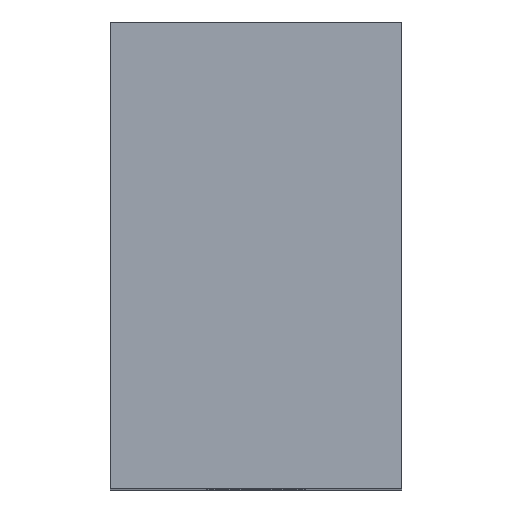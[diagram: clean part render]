
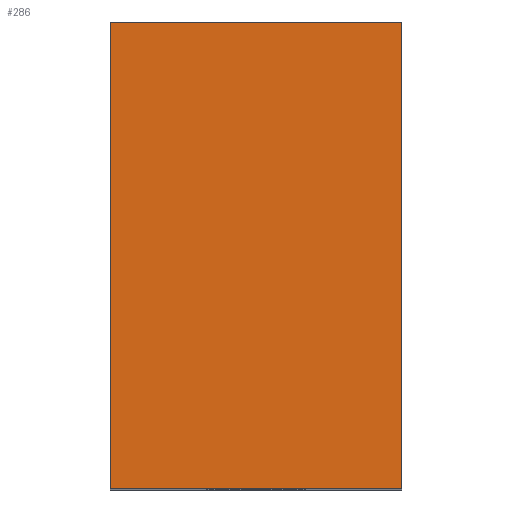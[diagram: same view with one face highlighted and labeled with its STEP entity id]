
A CAD part, top view. The second image highlights one B-rep face of the part: STEP entity #286.
In plain terms, the highlighted planar face has unit normal (0, 0, 1).
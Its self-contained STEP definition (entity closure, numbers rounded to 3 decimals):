
#55 = VERTEX_POINT ( 'NONE', #1857 ) ;
#56 = VERTEX_POINT ( 'NONE', #1858 ) ;
#57 = VERTEX_POINT ( 'NONE', #1859 ) ;
#58 = VERTEX_POINT ( 'NONE', #1860 ) ;
#286 = ADVANCED_FACE ( 'NONE', ( #1214 ), #2342, .T. ) ;
#1214 = FACE_OUTER_BOUND ( 'NONE', #4526, .T. ) ;
#1857 = CARTESIAN_POINT ( 'NONE',  ( -12.5, -20., 78. ) ) ;
#1858 = CARTESIAN_POINT ( 'NONE',  ( -12.5, 20., 78. ) ) ;
#1859 = CARTESIAN_POINT ( 'NONE',  ( 12.5, -20., 78. ) ) ;
#1860 = CARTESIAN_POINT ( 'NONE',  ( 12.5, 20., 78. ) ) ;
#2342 = PLANE ( 'NONE',  #5498 ) ;
#2345 = CARTESIAN_POINT ( 'NONE',  ( 0., 0., 78. ) ) ;
#2351 = DIRECTION ( 'NONE',  ( 0., 0., 1. ) ) ;
#2352 = DIRECTION ( 'NONE',  ( 1., 0., 0. ) ) ;
#3587 = CARTESIAN_POINT ( 'NONE',  ( -12.5, 20., 78. ) ) ;
#3588 = CARTESIAN_POINT ( 'NONE',  ( -12.5, 0., 78. ) ) ;
#3589 = DIRECTION ( 'NONE',  ( 0., -1., 0. ) ) ;
#3595 = CARTESIAN_POINT ( 'NONE',  ( 12.5, 20., 78. ) ) ;
#3596 = DIRECTION ( 'NONE',  ( 1., 0., 0. ) ) ;
#3597 = DIRECTION ( 'NONE',  ( 0., -1., 0. ) ) ;
#3599 = CARTESIAN_POINT ( 'NONE',  ( 12.5, -20., 78. ) ) ;
#3600 = DIRECTION ( 'NONE',  ( -1., 0., 0. ) ) ;
#4178 = LINE ( 'NONE', #3588, #4179 ) ;
#4179 = VECTOR ( 'NONE', #3589, 1000. ) ;
#4180 = LINE ( 'NONE', #3595, #4185 ) ;
#4181 = LINE ( 'NONE', #3587, #4183 ) ;
#4183 = VECTOR ( 'NONE', #3596, 1000. ) ;
#4185 = VECTOR ( 'NONE', #3597, 1000. ) ;
#4186 = LINE ( 'NONE', #3599, #4187 ) ;
#4187 = VECTOR ( 'NONE', #3600, 1000. ) ;
#4526 = EDGE_LOOP ( 'NONE', ( #4768, #4769, #4770, #4771 ) ) ;
#4768 = ORIENTED_EDGE ( 'NONE', *, *, #5254, .F. ) ;
#4769 = ORIENTED_EDGE ( 'NONE', *, *, #5253, .F. ) ;
#4770 = ORIENTED_EDGE ( 'NONE', *, *, #5250, .T. ) ;
#4771 = ORIENTED_EDGE ( 'NONE', *, *, #5255, .F. ) ;
#5250 = EDGE_CURVE ( 'NONE', #56, #55, #4178, .T. ) ;
#5253 = EDGE_CURVE ( 'NONE', #56, #58, #4181, .T. ) ;
#5254 = EDGE_CURVE ( 'NONE', #58, #57, #4180, .T. ) ;
#5255 = EDGE_CURVE ( 'NONE', #57, #55, #4186, .T. ) ;
#5498 = AXIS2_PLACEMENT_3D ( 'NONE', #2345, #2351, #2352 ) ;
